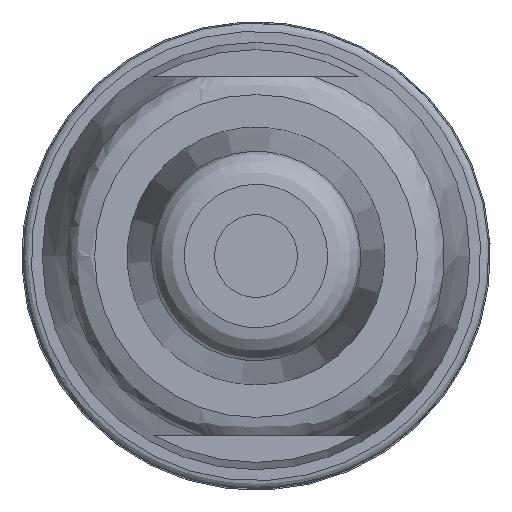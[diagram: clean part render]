
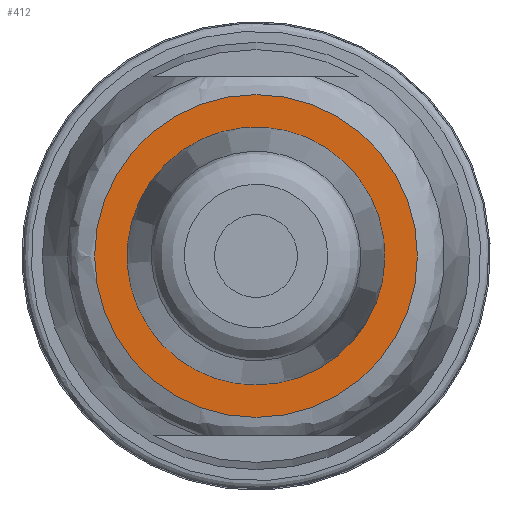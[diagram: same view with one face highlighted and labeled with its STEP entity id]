
A CAD part, front view. The second image highlights one B-rep face of the part: STEP entity #412.
In plain terms, the highlighted planar face has unit normal (0, -1, 0).
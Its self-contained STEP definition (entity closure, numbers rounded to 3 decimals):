
#412=ADVANCED_FACE('',(#616,#617),#504,.T.);
#504=PLANE('',#2146);
#558=CIRCLE('',#2142,4.678);
#559=CIRCLE('',#2145,5.853);
#616=FACE_BOUND('',#735,.T.);
#617=FACE_BOUND('',#736,.T.);
#735=EDGE_LOOP('',(#1156));
#736=EDGE_LOOP('',(#1157));
#1156=ORIENTED_EDGE('',*,*,#1679,.F.);
#1157=ORIENTED_EDGE('',*,*,#1680,.F.);
#1441=VERTEX_POINT('',#3184);
#1442=VERTEX_POINT('',#3188);
#1679=EDGE_CURVE('',#1441,#1441,#558,.T.);
#1680=EDGE_CURVE('',#1442,#1442,#559,.T.);
#2142=AXIS2_PLACEMENT_3D('',#3183,#2538,#2539);
#2145=AXIS2_PLACEMENT_3D('',#3187,#2544,#2545);
#2146=AXIS2_PLACEMENT_3D('',#3189,#2546,#2547);
#2538=DIRECTION('',(0.,-1.,0.));
#2539=DIRECTION('',(0.,0.,-1.));
#2544=DIRECTION('',(0.,1.,0.));
#2545=DIRECTION('',(-1.,0.,0.));
#2546=DIRECTION('',(0.,-1.,0.));
#2547=DIRECTION('',(-1.,0.,0.));
#3183=CARTESIAN_POINT('',(21.985,-55.865,0.));
#3184=CARTESIAN_POINT('',(21.985,-55.865,-4.678));
#3187=CARTESIAN_POINT('',(21.985,-55.865,0.));
#3188=CARTESIAN_POINT('',(16.132,-55.865,0.));
#3189=CARTESIAN_POINT('',(28.423,-55.865,6.438));
